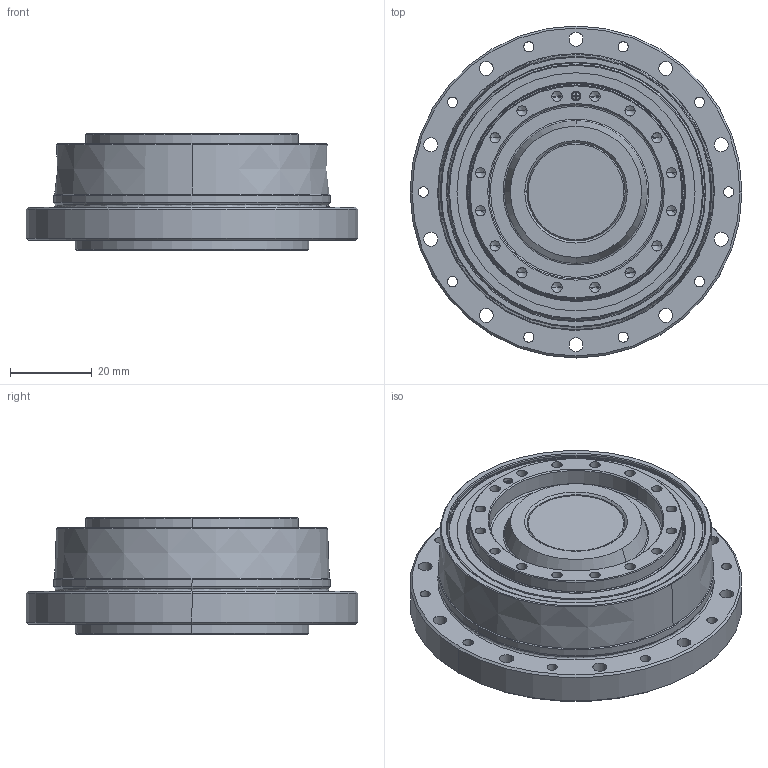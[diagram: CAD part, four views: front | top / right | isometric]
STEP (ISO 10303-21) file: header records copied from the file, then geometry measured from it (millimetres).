
FILE_DESCRIPTION (( 'STEP AP214' ), '1' );
FILE_NAME ('outside_C009525_CSF-17-xxx-2UH-ULW.STEP', '2021-07-13T06:16:52', ( 'Windows ユーザー' ), ( '' ), 'SwSTEP 2.0', 'SolidWorks 2018', '' );
FILE_SCHEMA (( 'AUTOMOTIVE_DESIGN' ));
Length unit declared in the file: millimetre
Products named in the file (4): outside_C009525_CSF-17-xxx-2UH-ULW; outside_CSF-17-xxx-2UH-ULW-WG; outside_CSF-17-xxx-2UH-ULW_output; outside_CSF-17-xxx-2UH-ULW_fixed
Assembly tree (3 placements, depth 2):
  outside_C009525_CSF-17-xxx-2UH-ULW
    outside_CSF-17-xxx-2UH-ULW_fixed
    outside_CSF-17-xxx-2UH-ULW-WG
    outside_CSF-17-xxx-2UH-ULW_output
Bounding box: 81 x 81 x 28.5 mm (x, y, z)
Volume: 78773.6 mm3; surface area: 33867.6 mm2
Topology: 3 solids, 3 shells, 521 faces, 1375 edges, 872 vertices
Faces by surface type: cylinder 216, cone 108, plane 92, torus 56, bspline 26, sphere 23
Entity records: 18573 total; most frequent: CARTESIAN_POINT 5457, DIRECTION 2816, ORIENTED_EDGE 2548, EDGE_CURVE 1274, AXIS2_PLACEMENT_3D 1257, VERTEX_POINT 826, CIRCLE 756, EDGE_LOOP 640
